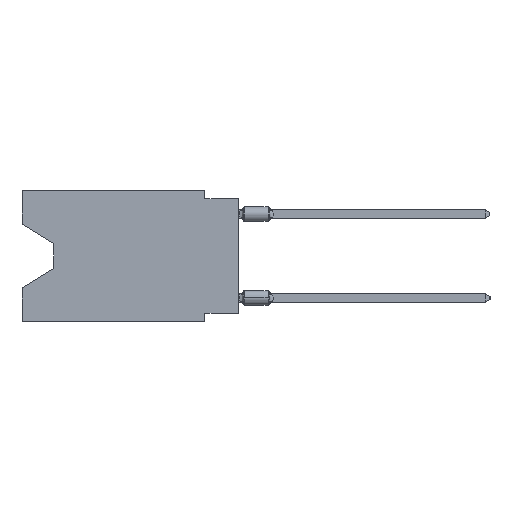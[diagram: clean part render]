
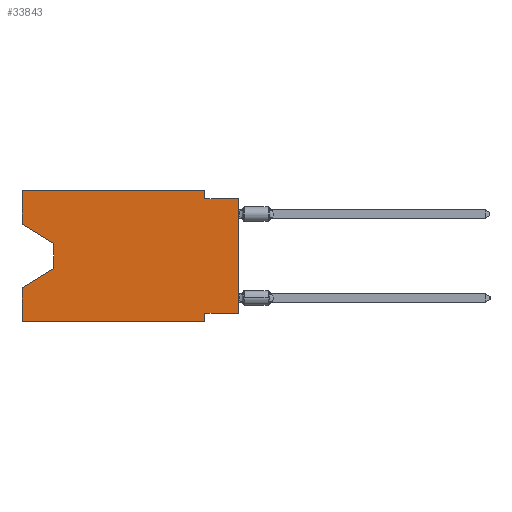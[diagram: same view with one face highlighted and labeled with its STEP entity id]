
A CAD part, left-side view. The second image highlights one B-rep face of the part: STEP entity #33843.
In plain terms, the highlighted planar face has unit normal (-1, 0, 0).
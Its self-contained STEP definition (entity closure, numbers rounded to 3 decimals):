
#963 = DIRECTION ( 'NONE',  ( 0., 0., 1. ) ) ;
#1755 = FACE_OUTER_BOUND ( 'NONE', #40111, .T. ) ;
#2054 = EDGE_CURVE ( 'NONE', #34125, #5867, #40254, .T. ) ;
#2674 = ORIENTED_EDGE ( 'NONE', *, *, #28872, .T. ) ;
#3209 = CARTESIAN_POINT ( 'NONE',  ( 0., 13.97, -5.893 ) ) ;
#4187 = DIRECTION ( 'NONE',  ( 0., 0., 1. ) ) ;
#4707 = CARTESIAN_POINT ( 'NONE',  ( 0., 16.383, -9.906 ) ) ;
#5117 = ORIENTED_EDGE ( 'NONE', *, *, #19215, .F. ) ;
#5361 = VECTOR ( 'NONE', #4187, 1000. ) ;
#5867 = VERTEX_POINT ( 'NONE', #16982 ) ;
#6669 = CARTESIAN_POINT ( 'NONE',  ( 0., 2.54, -9.906 ) ) ;
#7004 = ORIENTED_EDGE ( 'NONE', *, *, #25783, .T. ) ;
#7289 = LINE ( 'NONE', #14632, #5361 ) ;
#9956 = CARTESIAN_POINT ( 'NONE',  ( 0., 16.383, -9.906 ) ) ;
#10137 = EDGE_CURVE ( 'NONE', #26256, #26023, #43165, .T. ) ;
#10640 = VERTEX_POINT ( 'NONE', #3209 ) ;
#10715 = CARTESIAN_POINT ( 'NONE',  ( 0., 2.54, 0. ) ) ;
#11660 = CARTESIAN_POINT ( 'NONE',  ( 0., 16.383, -2.546 ) ) ;
#12014 = VERTEX_POINT ( 'NONE', #36974 ) ;
#12214 = CARTESIAN_POINT ( 'NONE',  ( 0., 2.54, 0. ) ) ;
#12345 = DIRECTION ( 'NONE',  ( 0., 0., -1. ) ) ;
#12405 = EDGE_CURVE ( 'NONE', #27309, #15464, #20921, .T. ) ;
#13055 = VECTOR ( 'NONE', #12345, 1000. ) ;
#13855 = LINE ( 'NONE', #27374, #38538 ) ;
#14632 = CARTESIAN_POINT ( 'NONE',  ( 0., 16.383, 0. ) ) ;
#15114 = DIRECTION ( 'NONE',  ( 0., 0., -1. ) ) ;
#15279 = VECTOR ( 'NONE', #27608, 1000. ) ;
#15464 = VERTEX_POINT ( 'NONE', #26280 ) ;
#16105 = ORIENTED_EDGE ( 'NONE', *, *, #24042, .F. ) ;
#16544 = DIRECTION ( 'NONE',  ( 0., 1., 0. ) ) ;
#16621 = ORIENTED_EDGE ( 'NONE', *, *, #27415, .F. ) ;
#16982 = CARTESIAN_POINT ( 'NONE',  ( 0., 2.54, -9.271 ) ) ;
#17735 = ORIENTED_EDGE ( 'NONE', *, *, #19444, .T. ) ;
#17907 = CARTESIAN_POINT ( 'NONE',  ( 0., 0., -0.635 ) ) ;
#18053 = CARTESIAN_POINT ( 'NONE',  ( 0., 13.97, -4.013 ) ) ;
#18391 = CARTESIAN_POINT ( 'NONE',  ( 0., 2.54, -9.906 ) ) ;
#18766 = DIRECTION ( 'NONE',  ( 0., 0.855, -0.519 ) ) ;
#19215 = EDGE_CURVE ( 'NONE', #5867, #21898, #28132, .T. ) ;
#19444 = EDGE_CURVE ( 'NONE', #31193, #39136, #33407, .T. ) ;
#19978 = VECTOR ( 'NONE', #22213, 1000. ) ;
#20921 = LINE ( 'NONE', #28211, #22879 ) ;
#21555 = ORIENTED_EDGE ( 'NONE', *, *, #41401, .T. ) ;
#21898 = VERTEX_POINT ( 'NONE', #6669 ) ;
#22213 = DIRECTION ( 'NONE',  ( 0., -1., 0. ) ) ;
#22345 = EDGE_CURVE ( 'NONE', #34125, #26023, #43801, .T. ) ;
#22879 = VECTOR ( 'NONE', #963, 1000. ) ;
#23944 = ORIENTED_EDGE ( 'NONE', *, *, #10137, .F. ) ;
#24042 = EDGE_CURVE ( 'NONE', #30437, #26256, #25312, .T. ) ;
#24801 = DIRECTION ( 'NONE',  ( 0., 0., -1. ) ) ;
#25312 = LINE ( 'NONE', #12214, #39014 ) ;
#25783 = EDGE_CURVE ( 'NONE', #39136, #10640, #42696, .T. ) ;
#26023 = VERTEX_POINT ( 'NONE', #17907 ) ;
#26256 = VERTEX_POINT ( 'NONE', #42941 ) ;
#26280 = CARTESIAN_POINT ( 'NONE',  ( 0., 16.383, -7.36 ) ) ;
#26907 = ORIENTED_EDGE ( 'NONE', *, *, #22345, .T. ) ;
#27174 = CARTESIAN_POINT ( 'NONE',  ( 0., 0., -9.271 ) ) ;
#27309 = VERTEX_POINT ( 'NONE', #9956 ) ;
#27374 = CARTESIAN_POINT ( 'NONE',  ( 0., 16.383, 0. ) ) ;
#27415 = EDGE_CURVE ( 'NONE', #31193, #12014, #7289, .T. ) ;
#27608 = DIRECTION ( 'NONE',  ( 0., 0., 1. ) ) ;
#28132 = LINE ( 'NONE', #18391, #39869 ) ;
#28211 = CARTESIAN_POINT ( 'NONE',  ( 0., 16.383, 0. ) ) ;
#28872 = EDGE_CURVE ( 'NONE', #27309, #21898, #32402, .T. ) ;
#29171 = VECTOR ( 'NONE', #40944, 1000. ) ;
#29219 = CARTESIAN_POINT ( 'NONE',  ( 0., 16.383, 0. ) ) ;
#30437 = VERTEX_POINT ( 'NONE', #10715 ) ;
#30503 = CARTESIAN_POINT ( 'NONE',  ( 0., 0., -9.271 ) ) ;
#30715 = CARTESIAN_POINT ( 'NONE',  ( 0., 0., 0. ) ) ;
#31193 = VERTEX_POINT ( 'NONE', #11660 ) ;
#31881 = DIRECTION ( 'NONE',  ( 1., 0., 0. ) ) ;
#32402 = LINE ( 'NONE', #4707, #19978 ) ;
#32788 = EDGE_CURVE ( 'NONE', #12014, #30437, #13855, .T. ) ;
#33407 = LINE ( 'NONE', #37391, #29171 ) ;
#33843 = ADVANCED_FACE ( 'NONE', ( #1755 ), #42097, .F. ) ;
#34125 = VERTEX_POINT ( 'NONE', #30503 ) ;
#35151 = VECTOR ( 'NONE', #18766, 1000. ) ;
#35575 = ORIENTED_EDGE ( 'NONE', *, *, #2054, .F. ) ;
#36748 = ORIENTED_EDGE ( 'NONE', *, *, #32788, .F. ) ;
#36974 = CARTESIAN_POINT ( 'NONE',  ( 0., 16.383, 0. ) ) ;
#37391 = CARTESIAN_POINT ( 'NONE',  ( 0., 16.383, -2.546 ) ) ;
#37599 = VECTOR ( 'NONE', #39836, 1000. ) ;
#38538 = VECTOR ( 'NONE', #40887, 1000. ) ;
#38838 = ORIENTED_EDGE ( 'NONE', *, *, #12405, .F. ) ;
#39014 = VECTOR ( 'NONE', #15114, 1000. ) ;
#39136 = VERTEX_POINT ( 'NONE', #18053 ) ;
#39571 = LINE ( 'NONE', #42914, #35151 ) ;
#39836 = DIRECTION ( 'NONE',  ( 0., -1., 0. ) ) ;
#39869 = VECTOR ( 'NONE', #24801, 1000. ) ;
#40009 = AXIS2_PLACEMENT_3D ( 'NONE', #29219, #31881, #42745 ) ;
#40111 = EDGE_LOOP ( 'NONE', ( #17735, #7004, #21555, #38838, #2674, #5117, #35575, #26907, #23944, #16105, #36748, #16621 ) ) ;
#40254 = LINE ( 'NONE', #27174, #43054 ) ;
#40887 = DIRECTION ( 'NONE',  ( 0., -1., 0. ) ) ;
#40944 = DIRECTION ( 'NONE',  ( 0., -0.855, -0.519 ) ) ;
#41401 = EDGE_CURVE ( 'NONE', #10640, #15464, #39571, .T. ) ;
#42097 = PLANE ( 'NONE',  #40009 ) ;
#42143 = CARTESIAN_POINT ( 'NONE',  ( 0., 0., -0.635 ) ) ;
#42696 = LINE ( 'NONE', #43131, #13055 ) ;
#42745 = DIRECTION ( 'NONE',  ( 0., 0., -1. ) ) ;
#42914 = CARTESIAN_POINT ( 'NONE',  ( 0., 13.97, -5.893 ) ) ;
#42941 = CARTESIAN_POINT ( 'NONE',  ( 0., 2.54, -0.635 ) ) ;
#43054 = VECTOR ( 'NONE', #16544, 1000. ) ;
#43131 = CARTESIAN_POINT ( 'NONE',  ( 0., 13.97, -4.013 ) ) ;
#43165 = LINE ( 'NONE', #42143, #37599 ) ;
#43801 = LINE ( 'NONE', #30715, #15279 ) ;
